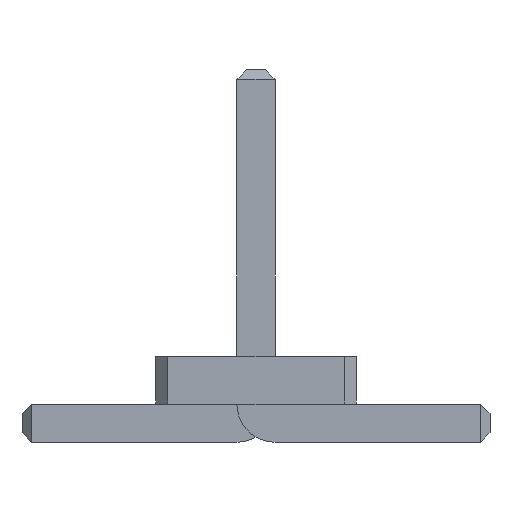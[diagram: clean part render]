
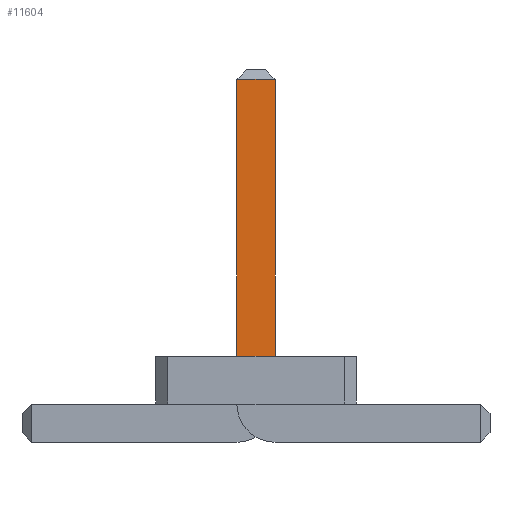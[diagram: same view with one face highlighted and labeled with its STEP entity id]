
A CAD part, front view. The second image highlights one B-rep face of the part: STEP entity #11604.
In plain terms, the highlighted planar face has unit normal (0, -1, 0).
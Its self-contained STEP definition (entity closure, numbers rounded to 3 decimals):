
#4368 = VERTEX_POINT('',#4369);
#4369 = CARTESIAN_POINT('',(0.2,-15.44,0.9));
#4384 = VERTEX_POINT('',#4385);
#4385 = CARTESIAN_POINT('',(-0.2,-15.44,0.9));
#4391 = EDGE_CURVE('',#4368,#4384,#4392,.T.);
#4392 = LINE('',#4393,#4394);
#4393 = CARTESIAN_POINT('',(-0.562,-15.44,0.9));
#4394 = VECTOR('',#4395,1.);
#4395 = DIRECTION('',(-1.,-0.,-0.));
#11586 = VERTEX_POINT('',#11587);
#11587 = CARTESIAN_POINT('',(0.2,-15.44,3.8));
#11593 = EDGE_CURVE('',#11586,#4368,#11594,.T.);
#11594 = LINE('',#11595,#11596);
#11595 = CARTESIAN_POINT('',(0.2,-15.44,3.9));
#11596 = VECTOR('',#11597,1.);
#11597 = DIRECTION('',(0.,0.,-1.));
#11604 = ADVANCED_FACE('',(#11605),#11623,.T.);
#11605 = FACE_BOUND('',#11606,.T.);
#11606 = EDGE_LOOP('',(#11607,#11615,#11616,#11617));
#11607 = ORIENTED_EDGE('',*,*,#11608,.F.);
#11608 = EDGE_CURVE('',#4384,#11609,#11611,.T.);
#11609 = VERTEX_POINT('',#11610);
#11610 = CARTESIAN_POINT('',(-0.2,-15.44,3.8));
#11611 = LINE('',#11612,#11613);
#11612 = CARTESIAN_POINT('',(-0.2,-15.44,0.));
#11613 = VECTOR('',#11614,1.);
#11614 = DIRECTION('',(0.,0.,1.));
#11615 = ORIENTED_EDGE('',*,*,#4391,.F.);
#11616 = ORIENTED_EDGE('',*,*,#11593,.F.);
#11617 = ORIENTED_EDGE('',*,*,#11618,.F.);
#11618 = EDGE_CURVE('',#11609,#11586,#11619,.T.);
#11619 = LINE('',#11620,#11621);
#11620 = CARTESIAN_POINT('',(-0.2,-15.44,3.8));
#11621 = VECTOR('',#11622,1.);
#11622 = DIRECTION('',(1.,0.,0.));
#11623 = PLANE('',#11624);
#11624 = AXIS2_PLACEMENT_3D('',#11625,#11626,#11627);
#11625 = CARTESIAN_POINT('',(-0.2,-15.44,3.9));
#11626 = DIRECTION('',(0.,-1.,0.));
#11627 = DIRECTION('',(0.,0.,-1.));
